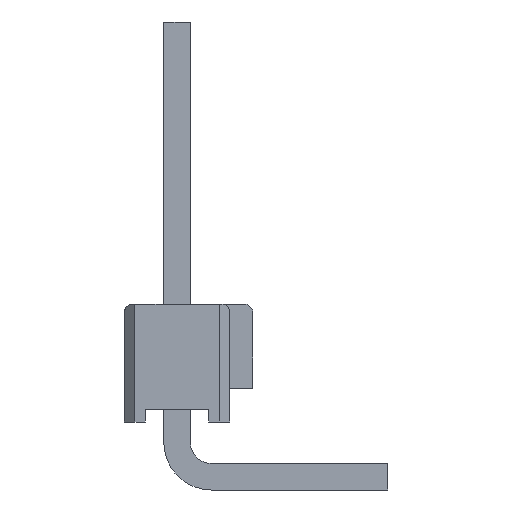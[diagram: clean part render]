
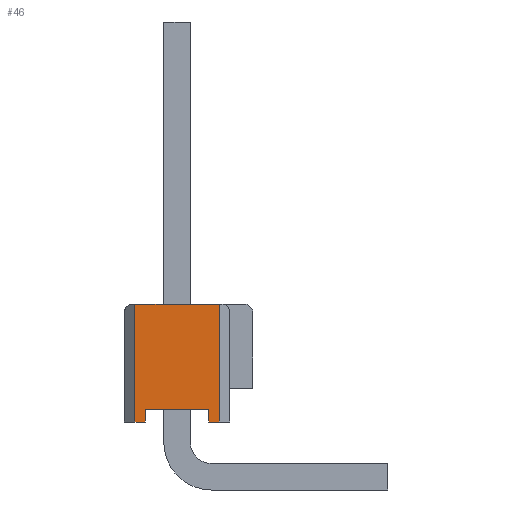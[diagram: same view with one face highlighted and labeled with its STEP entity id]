
A CAD part, left-side view. The second image highlights one B-rep face of the part: STEP entity #46.
In plain terms, the highlighted planar face has unit normal (-1, 0, 0).
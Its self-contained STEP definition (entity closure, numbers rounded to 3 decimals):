
#46=ADVANCED_FACE('',(#139),#140,.F.);
#139=FACE_OUTER_BOUND('',#329,.T.);
#140=PLANE('',#330);
#329=EDGE_LOOP('',(#519,#520,#521,#522,#523,#524,#525,#526));
#330=AXIS2_PLACEMENT_3D('',#527,#528,#529);
#519=ORIENTED_EDGE('',*,*,#1299,.F.);
#520=ORIENTED_EDGE('',*,*,#1300,.F.);
#521=ORIENTED_EDGE('',*,*,#1301,.F.);
#522=ORIENTED_EDGE('',*,*,#1302,.F.);
#523=ORIENTED_EDGE('',*,*,#1303,.F.);
#524=ORIENTED_EDGE('',*,*,#1304,.F.);
#525=ORIENTED_EDGE('',*,*,#1305,.F.);
#526=ORIENTED_EDGE('',*,*,#1306,.T.);
#527=CARTESIAN_POINT('',(-3.81,0.0,0.0));
#528=DIRECTION('',(1.0,0.0,0.0));
#529=DIRECTION('',(0.0,1.0,-0.0));
#1299=EDGE_CURVE('',#1551,#1552,#1553,.T.);
#1300=EDGE_CURVE('',#1554,#1551,#1555,.T.);
#1301=EDGE_CURVE('',#1556,#1554,#1557,.T.);
#1302=EDGE_CURVE('',#1558,#1556,#1559,.T.);
#1303=EDGE_CURVE('',#1560,#1558,#1561,.T.);
#1304=EDGE_CURVE('',#1562,#1560,#1563,.T.);
#1305=EDGE_CURVE('',#1564,#1562,#1565,.T.);
#1306=EDGE_CURVE('',#1564,#1552,#1566,.T.);
#1551=VERTEX_POINT('',#1971);
#1552=VERTEX_POINT('',#1972);
#1553=LINE('',#1973,#1974);
#1554=VERTEX_POINT('',#1975);
#1555=LINE('',#1976,#1977);
#1556=VERTEX_POINT('',#1978);
#1557=LINE('',#1979,#1980);
#1558=VERTEX_POINT('',#1981);
#1559=LINE('',#1982,#1983);
#1560=VERTEX_POINT('',#1984);
#1561=LINE('',#1985,#1986);
#1562=VERTEX_POINT('',#1987);
#1563=LINE('',#1988,#1989);
#1564=VERTEX_POINT('',#1990);
#1565=LINE('',#1991,#1992);
#1566=LINE('',#1993,#1994);
#1971=CARTESIAN_POINT('',(-3.81,0.75,-2.8));
#1972=CARTESIAN_POINT('',(-3.81,1.0,-2.8));
#1973=CARTESIAN_POINT('',(-3.81,0.75,-2.8));
#1974=VECTOR('',#2703,0.25);
#1975=CARTESIAN_POINT('',(-3.81,0.75,-2.5));
#1976=CARTESIAN_POINT('',(-3.81,0.75,-2.5));
#1977=VECTOR('',#2704,0.3);
#1978=CARTESIAN_POINT('',(-3.81,-0.75,-2.5));
#1979=CARTESIAN_POINT('',(-3.81,-0.75,-2.5));
#1980=VECTOR('',#2705,1.5);
#1981=CARTESIAN_POINT('',(-3.81,-0.75,-2.8));
#1982=CARTESIAN_POINT('',(-3.81,-0.75,-2.8));
#1983=VECTOR('',#2706,0.3);
#1984=CARTESIAN_POINT('',(-3.81,-1.0,-2.8));
#1985=CARTESIAN_POINT('',(-3.81,-1.0,-2.8));
#1986=VECTOR('',#2707,0.25);
#1987=CARTESIAN_POINT('',(-3.81,-1.0,0.0));
#1988=CARTESIAN_POINT('',(-3.81,-1.0,0.0));
#1989=VECTOR('',#2708,2.8);
#1990=CARTESIAN_POINT('',(-3.81,1.0,0.0));
#1991=CARTESIAN_POINT('',(-3.81,1.0,0.0));
#1992=VECTOR('',#2709,2.0);
#1993=CARTESIAN_POINT('',(-3.81,1.0,0.0));
#1994=VECTOR('',#2710,2.8);
#2703=DIRECTION('',(0.0,1.0,0.0));
#2704=DIRECTION('',(0.0,0.0,-1.0));
#2705=DIRECTION('',(0.0,1.0,0.0));
#2706=DIRECTION('',(0.0,0.0,1.0));
#2707=DIRECTION('',(0.0,1.0,0.0));
#2708=DIRECTION('',(0.0,0.0,-1.0));
#2709=DIRECTION('',(0.0,-1.0,0.0));
#2710=DIRECTION('',(0.0,0.0,-1.0));
